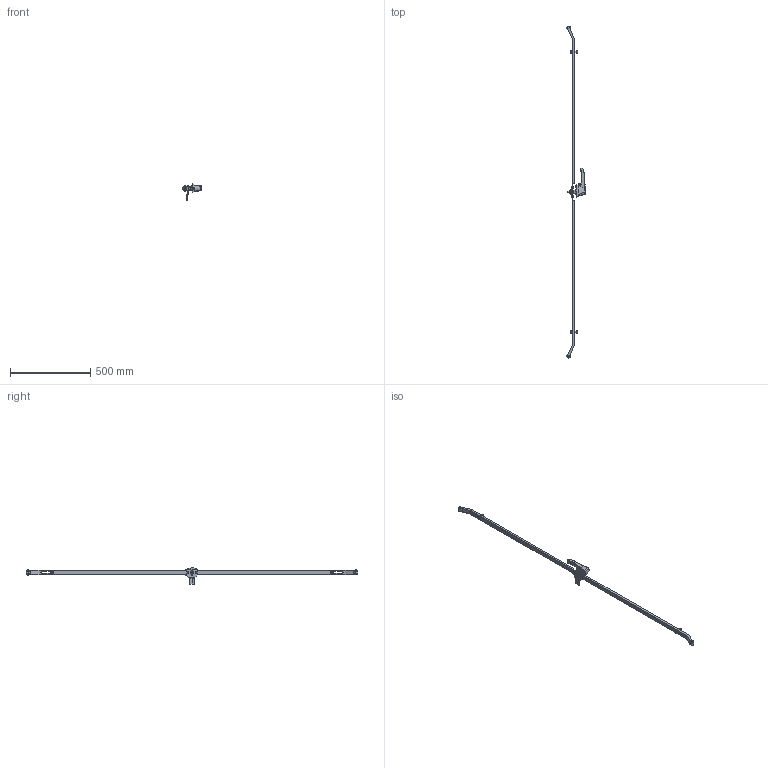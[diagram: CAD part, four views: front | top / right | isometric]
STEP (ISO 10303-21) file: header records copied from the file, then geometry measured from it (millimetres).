
FILE_DESCRIPTION (( 'STEP AP214' ), '1' );
FILE_NAME ('MHKL3SS.STEP', '2019-07-17T19:06:15', ( '' ), ( '' ), 'SwSTEP 2.0', 'SolidWorks 2018', '' );
FILE_SCHEMA (( 'AUTOMOTIVE_DESIGN' ));
Length unit declared in the file: inch
Products named in the file (1): MHKL3SS
Bounding box: 113.63 x 2069.92 x 100.96 mm (x, y, z)
Volume: 399828.2 mm3; surface area: 268748.8 mm2
Topology: 32 solids, 32 shells, 552 faces, 1345 edges, 877 vertices
Faces by surface type: plane 275, cylinder 214, bspline 49, cone 10, torus 4
Entity records: 27820 total; most frequent: CARTESIAN_POINT 7239, ORIENTED_EDGE 2686, DIRECTION 2656, EDGE_CURVE 1343, AXIS2_PLACEMENT_3D 965, VERTEX_POINT 877, VECTOR 726, LINE 726
